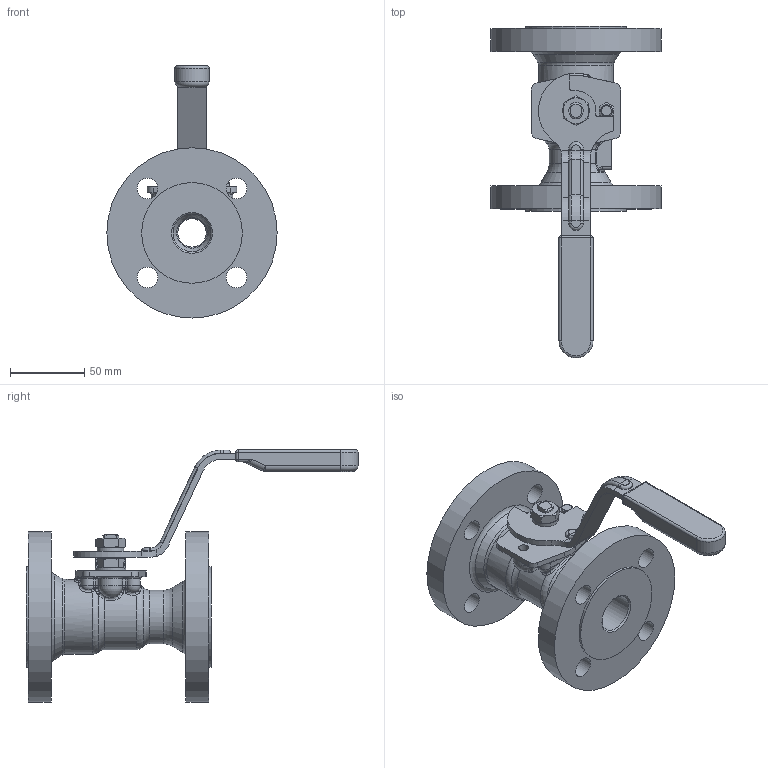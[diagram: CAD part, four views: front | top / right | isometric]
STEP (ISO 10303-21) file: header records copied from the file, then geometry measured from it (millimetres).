
FILE_DESCRIPTION((''),'2;1');
FILE_NAME('GA-F53-10-D40-W-A-1.stp','2014-03-07T15:32:56',('jaday'),(''),'Autodesk Inventor 2012','Autodesk Inventor 2012','');
FILE_SCHEMA(('CONFIG_CONTROL_DESIGN'));
Length unit declared in the file: millimetre
Products named in the file (9): GA-F53-10-D40-W-A-1; GA-B05310-23602-A-1; GA-F51-10-STEM-BUILD-A-1; GA-B00010-06002-A-1; GA-B00010-52001-A-1; GA-51-10-031-A-1; GA-B05110-01002-A-1; GA-B00010-34000-A-1; M12-0-000-5DS-A-1
Assembly tree (9 placements, depth 2):
  GA-F53-10-D40-W-A-1
    GA-B05310-23602-A-1
    GA-F51-10-STEM-BUILD-A-1
    GA-B00010-06002-A-1  x2
    GA-B00010-52001-A-1
    GA-51-10-031-A-1
    GA-B05110-01002-A-1
    GA-B00010-34000-A-1
    M12-0-000-5DS-A-1
Bounding box: 115 x 224.17 x 170.27 mm (x, y, z)
Volume: 481031.4 mm3; surface area: 105846.5 mm2
Topology: 9 solids, 9 shells, 530 faces, 1273 edges, 764 vertices
Faces by surface type: plane 170, cylinder 165, bspline 100, torus 40, cone 37, sphere 18
Full cylindrical faces by diameter (mm): 6.647 x2, 7.925 x1, 9.728 x2, 10.977 x1, 14 x8, 17.2 x1, 19.125 x1, 20.6 x1, 20.65 x1, 23.925 x1, 25.25 x1, 25.5 x1, 50.6 x1, 68 x2, 115 x2
Entity records: 16970 total; most frequent: CARTESIAN_POINT 5555, ORIENTED_EDGE 2338, DIRECTION 2274, EDGE_CURVE 1169, AXIS2_PLACEMENT_3D 907, VERTEX_POINT 727, EDGE_LOOP 584, FACE_OUTER_BOUND 509
